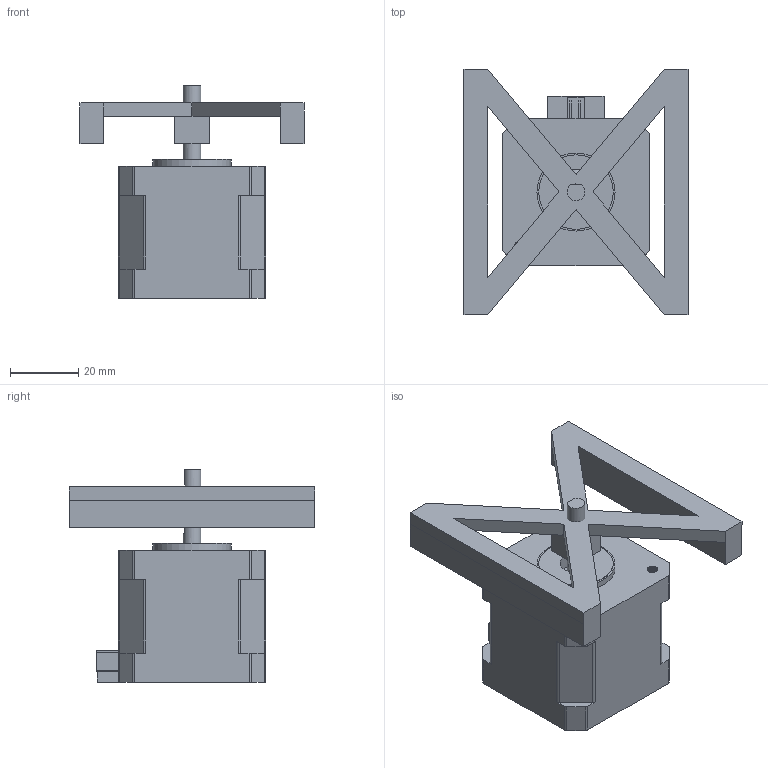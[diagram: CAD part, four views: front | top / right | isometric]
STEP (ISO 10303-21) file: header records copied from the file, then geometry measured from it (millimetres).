
FILE_DESCRIPTION(/* description */ (''),/* implementation_level */ '2;1');
FILE_NAME(/* name */ '',/* time_stamp */ '2024-07-30T13:01:17+03:00',/* author */ (''),/* organization */ (''),/* preprocessor_version */ 'ST-DEVELOPER v20',/* originating_system */ 'Autodesk Translation Framework v13.14.0.145',/* authorisation */ '');
FILE_SCHEMA (('AUTOMOTIVE_DESIGN { 1 0 10303 214 3 1 1 }'));
Length unit declared in the file: millimetre
Products named in the file (3): Motor holder; Nema 17 Stepper v2; Hexagon Socket Button Head Screw DIN EN ISO 7380-1 - M3 x 6 Steel 4.6
 Plain v1
Assembly tree (2 placements, depth 2):
  Motor holder
    Nema 17 Stepper v2
    Hexagon Socket Button Head Screw DIN EN ISO 7380-1 - M3 x 6 Steel 4.6
 Plain v1
Bounding box: 65.7 x 72 x 62.3 mm (x, y, z)
Volume: 87057.7 mm3; surface area: 21148.3 mm2
Topology: 3 solids, 3 shells, 266 faces, 818 edges, 578 vertices
Faces by surface type: plane 133, cylinder 114, bspline 16, cone 1, torus 1, sphere 1
Full cylindrical faces by diameter (mm): 2.63 x28, 2.927 x1, 3.2 x1, 3.209 x28, 4.7 x2, 5.199 x1, 5.2 x1, 9.36 x2, 21.84 x1, 22.88 x1
Entity records: 32543 total; most frequent: CARTESIAN_POINT 25483, ORIENTED_EDGE 1636, DIRECTION 1140, EDGE_CURVE 818, VERTEX_POINT 578, LINE 412, VECTOR 412, AXIS2_PLACEMENT_3D 364
